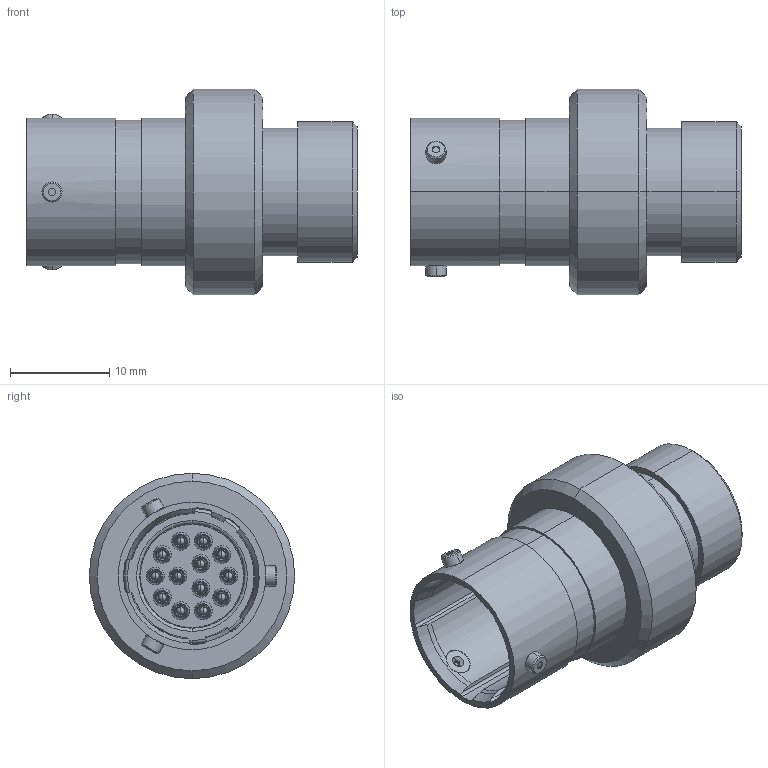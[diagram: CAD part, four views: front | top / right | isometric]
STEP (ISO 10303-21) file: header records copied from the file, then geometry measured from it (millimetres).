
FILE_DESCRIPTION (( 'STEP AP214' ), '1' );
FILE_NAME ('AS110-35PN.STEP', '2017-02-15T11:54:32', ( '' ), ( '' ), 'SwSTEP 2.0', 'SolidWorks 2014', '' );
FILE_SCHEMA (( 'AUTOMOTIVE_DESIGN' ));
Length unit declared in the file: millimetre
Products named in the file (1): AS110-35PN
Bounding box: 33.3 x 20.7 x 20.7 mm (x, y, z)
Volume: 4424.8 mm3; surface area: 4540.4 mm2
Topology: 4 solids, 20 shells, 1337 faces, 2725 edges, 1567 vertices
Faces by surface type: torus 488, cylinder 447, plane 202, cone 186, sphere 14
Entity records: 50060 total; most frequent: DIRECTION 7354, CARTESIAN_POINT 6051, ORIENTED_EDGE 5430, AXIS2_PLACEMENT_3D 3353, EDGE_CURVE 2715, CIRCLE 2015, VERTEX_POINT 1565, EDGE_LOOP 1518
